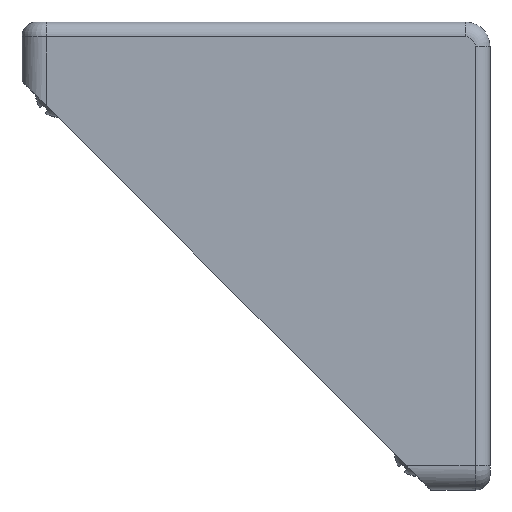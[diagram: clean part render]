
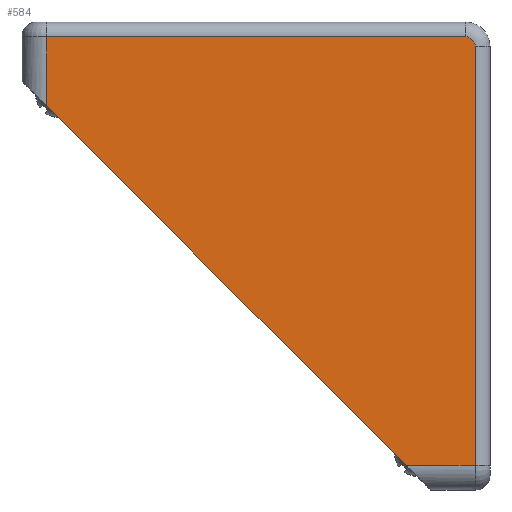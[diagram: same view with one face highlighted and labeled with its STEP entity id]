
A CAD part, left-side view. The second image highlights one B-rep face of the part: STEP entity #584.
In plain terms, the highlighted planar face has unit normal (-1, 0, 0).
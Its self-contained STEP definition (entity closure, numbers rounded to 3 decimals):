
#584 = ADVANCED_FACE ( 'NONE', ( #4521 ), #4557, .T. ) ;
#612 = EDGE_CURVE ( 'NONE', #3383, #3323, #4639, .T. ) ;
#956 = ORIENTED_EDGE ( 'NONE', *, *, #1580, .T. ) ;
#958 = ORIENTED_EDGE ( 'NONE', *, *, #1551, .T. ) ;
#960 = ORIENTED_EDGE ( 'NONE', *, *, #1579, .T. ) ;
#1019 = ORIENTED_EDGE ( 'NONE', *, *, #1588, .T. ) ;
#1029 = ORIENTED_EDGE ( 'NONE', *, *, #612, .F. ) ;
#1038 = ORIENTED_EDGE ( 'NONE', *, *, #1590, .T. ) ;
#1551 = EDGE_CURVE ( 'NONE', #3383, #2524, #5933, .T. ) ;
#1579 = EDGE_CURVE ( 'NONE', #2535, #3323, #6086, .T. ) ;
#1580 = EDGE_CURVE ( 'NONE', #2631, #2535, #6055, .T. ) ;
#1588 = EDGE_CURVE ( 'NONE', #2524, #2593, #6111, .T. ) ;
#1590 = EDGE_CURVE ( 'NONE', #2593, #2631, #5481, .T. ) ;
#2524 = VERTEX_POINT ( 'NONE', #8690 ) ;
#2535 = VERTEX_POINT ( 'NONE', #8682 ) ;
#2593 = VERTEX_POINT ( 'NONE', #8731 ) ;
#2631 = VERTEX_POINT ( 'NONE', #8717 ) ;
#2877 = EDGE_LOOP ( 'NONE', ( #1038, #956, #960, #1029, #958, #1019 ) ) ;
#3323 = VERTEX_POINT ( 'NONE', #8877 ) ;
#3383 = VERTEX_POINT ( 'NONE', #8962 ) ;
#4521 = FACE_OUTER_BOUND ( 'NONE', #2877, .T. ) ;
#4541 = DIRECTION ( 'NONE',  ( 0., 0., 1. ) ) ;
#4557 = PLANE ( 'NONE',  #5090 ) ;
#4558 = CARTESIAN_POINT ( 'NONE',  ( -40.2, 0., 0. ) ) ;
#4559 = DIRECTION ( 'NONE',  ( -1., 0., 0. ) ) ;
#4639 = LINE ( 'NONE', #4643, #5123 ) ;
#4643 = CARTESIAN_POINT ( 'NONE',  ( -40.2, 95., -12. ) ) ;
#4668 = DIRECTION ( 'NONE',  ( 0., 0.707, 0.707 ) ) ;
#5090 = AXIS2_PLACEMENT_3D ( 'NONE', #4558, #4559, #4541 ) ;
#5123 = VECTOR ( 'NONE', #4668, 1000. ) ;
#5406 = VECTOR ( 'NONE', #5959, 1000. ) ;
#5481 = CIRCLE ( 'NONE', #5486, 2. ) ;
#5482 = VECTOR ( 'NONE', #6089, 1000. ) ;
#5484 = VECTOR ( 'NONE', #6066, 1000. ) ;
#5486 = AXIS2_PLACEMENT_3D ( 'NONE', #6101, #6124, #6115 ) ;
#5507 = VECTOR ( 'NONE', #6046, 1000. ) ;
#5933 = LINE ( 'NONE', #5954, #5406 ) ;
#5954 = CARTESIAN_POINT ( 'NONE',  ( -40.2, 0., -90. ) ) ;
#5959 = DIRECTION ( 'NONE',  ( 0., -1., 0. ) ) ;
#6046 = DIRECTION ( 'NONE',  ( 0., 0., -1. ) ) ;
#6054 = CARTESIAN_POINT ( 'NONE',  ( -40.2, 90., -12. ) ) ;
#6055 = LINE ( 'NONE', #6071, #5484 ) ;
#6066 = DIRECTION ( 'NONE',  ( 0., 1., 0. ) ) ;
#6071 = CARTESIAN_POINT ( 'NONE',  ( -40.2, 90., -3. ) ) ;
#6086 = LINE ( 'NONE', #6054, #5507 ) ;
#6089 = DIRECTION ( 'NONE',  ( 0., 0., 1. ) ) ;
#6092 = CARTESIAN_POINT ( 'NONE',  ( -40.2, 3., -5. ) ) ;
#6101 = CARTESIAN_POINT ( 'NONE',  ( -40.2, 5., -5. ) ) ;
#6111 = LINE ( 'NONE', #6092, #5482 ) ;
#6115 = DIRECTION ( 'NONE',  ( 0., 0., 1. ) ) ;
#6124 = DIRECTION ( 'NONE',  ( -1., 0., 0. ) ) ;
#8682 = CARTESIAN_POINT ( 'NONE',  ( -40.2, 90., -3. ) ) ;
#8690 = CARTESIAN_POINT ( 'NONE',  ( -40.2, 3., -90. ) ) ;
#8717 = CARTESIAN_POINT ( 'NONE',  ( -40.2, 5., -3. ) ) ;
#8731 = CARTESIAN_POINT ( 'NONE',  ( -40.2, 3., -5. ) ) ;
#8877 = CARTESIAN_POINT ( 'NONE',  ( -40.2, 90., -17. ) ) ;
#8962 = CARTESIAN_POINT ( 'NONE',  ( -40.2, 17., -90. ) ) ;
